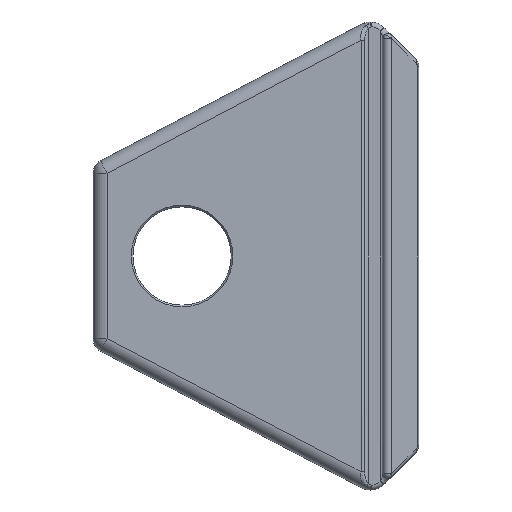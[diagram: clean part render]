
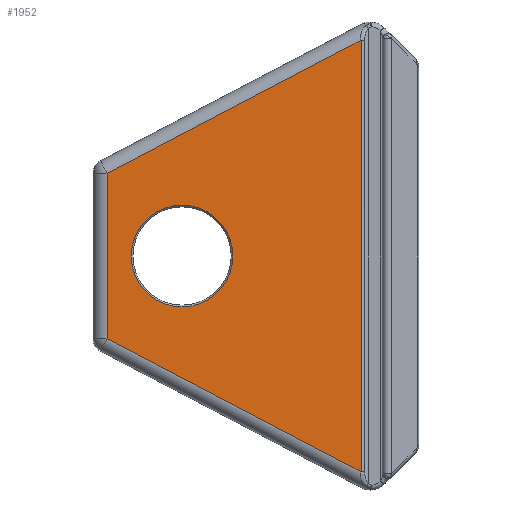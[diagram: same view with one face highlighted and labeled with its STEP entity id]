
A CAD part, left-side view. The second image highlights one B-rep face of the part: STEP entity #1952.
In plain terms, the highlighted planar face has unit normal (-1, 0, 0).
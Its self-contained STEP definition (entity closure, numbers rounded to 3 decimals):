
#30 = LINE ( 'NONE', #1392, #815 ) ;
#32 = EDGE_CURVE ( 'NONE', #567, #441, #30, .T. ) ;
#44 = ORIENTED_EDGE ( 'NONE', *, *, #2114, .F. ) ;
#80 = CARTESIAN_POINT ( 'NONE',  ( -2.75, 2.38, -23.04 ) ) ;
#109 = CARTESIAN_POINT ( 'NONE',  ( -2.75, 21.5, -5.43 ) ) ;
#200 = VECTOR ( 'NONE', #662, 1000. ) ;
#283 = DIRECTION ( 'NONE',  ( 0., 1., 0. ) ) ;
#302 = FACE_OUTER_BOUND ( 'NONE', #706, .T. ) ;
#394 = EDGE_CURVE ( 'NONE', #2197, #541, #1484, .T. ) ;
#441 = VERTEX_POINT ( 'NONE', #1812 ) ;
#517 = CARTESIAN_POINT ( 'NONE',  ( -2.75, 22.325, -12.598 ) ) ;
#541 = VERTEX_POINT ( 'NONE', #80 ) ;
#567 = VERTEX_POINT ( 'NONE', #1980 ) ;
#662 = DIRECTION ( 'NONE',  ( 0., 0., -1. ) ) ;
#706 = EDGE_LOOP ( 'NONE', ( #44, #793, #1493, #812 ) ) ;
#754 = CIRCLE ( 'NONE', #2687, 5.43 ) ;
#793 = ORIENTED_EDGE ( 'NONE', *, *, #32, .T. ) ;
#812 = ORIENTED_EDGE ( 'NONE', *, *, #394, .F. ) ;
#815 = VECTOR ( 'NONE', #2940, 1000. ) ;
#824 = EDGE_CURVE ( 'NONE', #541, #441, #2888, .T. ) ;
#949 = CARTESIAN_POINT ( 'NONE',  ( -2.75, 2.38, 25.5 ) ) ;
#1035 = PLANE ( 'NONE',  #1685 ) ;
#1074 = DIRECTION ( 'NONE',  ( 1., 0., 0. ) ) ;
#1140 = CARTESIAN_POINT ( 'NONE',  ( -2.75, 1.369, 23.569 ) ) ;
#1239 = AXIS2_PLACEMENT_3D ( 'NONE', #3146, #1074, #2365 ) ;
#1331 = CARTESIAN_POINT ( 'NONE',  ( -2.75, 21.5, 5.43 ) ) ;
#1341 = VECTOR ( 'NONE', #1863, 1000. ) ;
#1392 = CARTESIAN_POINT ( 'NONE',  ( -2.75, 29.5, 25.5 ) ) ;
#1393 = EDGE_LOOP ( 'NONE', ( #3330, #1585 ) ) ;
#1446 = EDGE_CURVE ( 'NONE', #1927, #2083, #754, .T. ) ;
#1484 = LINE ( 'NONE', #949, #200 ) ;
#1493 = ORIENTED_EDGE ( 'NONE', *, *, #824, .F. ) ;
#1585 = ORIENTED_EDGE ( 'NONE', *, *, #2958, .T. ) ;
#1685 = AXIS2_PLACEMENT_3D ( 'NONE', #2426, #2628, #283 ) ;
#1812 = CARTESIAN_POINT ( 'NONE',  ( -2.75, 29.5, -8.842 ) ) ;
#1863 = DIRECTION ( 'NONE',  ( 0., 0.886, 0.464 ) ) ;
#1890 = FACE_BOUND ( 'NONE', #1393, .T. ) ;
#1927 = VERTEX_POINT ( 'NONE', #1331 ) ;
#1952 = ADVANCED_FACE ( 'NONE', ( #1890, #302 ), #1035, .F. ) ;
#1980 = CARTESIAN_POINT ( 'NONE',  ( -2.75, 29.5, 8.842 ) ) ;
#2056 = CARTESIAN_POINT ( 'NONE',  ( -2.75, 21.5, 0. ) ) ;
#2083 = VERTEX_POINT ( 'NONE', #109 ) ;
#2114 = EDGE_CURVE ( 'NONE', #567, #2197, #3273, .T. ) ;
#2197 = VERTEX_POINT ( 'NONE', #2517 ) ;
#2365 = DIRECTION ( 'NONE',  ( 0., 1., 0. ) ) ;
#2426 = CARTESIAN_POINT ( 'NONE',  ( -2.75, 2.38, 25.5 ) ) ;
#2465 = DIRECTION ( 'NONE',  ( 0., -0.886, 0.464 ) ) ;
#2517 = CARTESIAN_POINT ( 'NONE',  ( -2.75, 2.38, 23.04 ) ) ;
#2628 = DIRECTION ( 'NONE',  ( 1., 0., 0. ) ) ;
#2675 = CIRCLE ( 'NONE', #1239, 5.43 ) ;
#2687 = AXIS2_PLACEMENT_3D ( 'NONE', #2056, #2812, #3109 ) ;
#2812 = DIRECTION ( 'NONE',  ( 1., 0., 0. ) ) ;
#2829 = VECTOR ( 'NONE', #2465, 1000. ) ;
#2888 = LINE ( 'NONE', #517, #1341 ) ;
#2940 = DIRECTION ( 'NONE',  ( 0., 0., -1. ) ) ;
#2958 = EDGE_CURVE ( 'NONE', #2083, #1927, #2675, .T. ) ;
#3109 = DIRECTION ( 'NONE',  ( 0., 1., 0. ) ) ;
#3146 = CARTESIAN_POINT ( 'NONE',  ( -2.75, 21.5, 0. ) ) ;
#3273 = LINE ( 'NONE', #1140, #2829 ) ;
#3330 = ORIENTED_EDGE ( 'NONE', *, *, #1446, .T. ) ;
